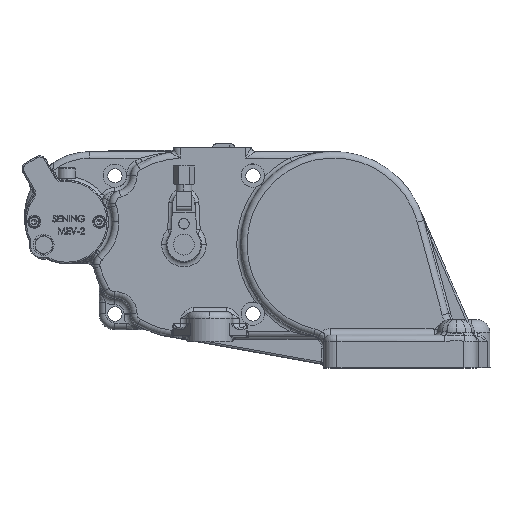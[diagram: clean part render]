
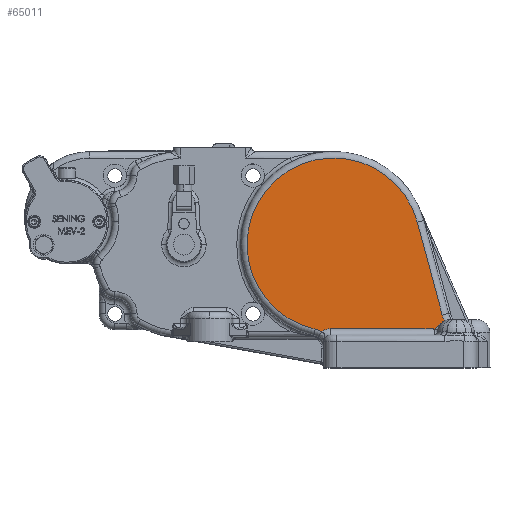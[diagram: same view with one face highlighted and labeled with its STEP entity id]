
A CAD part, top view. The second image highlights one B-rep face of the part: STEP entity #65011.
In plain terms, the highlighted planar face has unit normal (0, 0, 1).
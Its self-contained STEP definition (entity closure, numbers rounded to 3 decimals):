
#10780 = ORIENTED_EDGE ( 'NONE', *, *, #110638, .T. ) ;
#11491 = ORIENTED_EDGE ( 'NONE', *, *, #110639, .T. ) ;
#11494 = ORIENTED_EDGE ( 'NONE', *, *, #110635, .T. ) ;
#11514 = ORIENTED_EDGE ( 'NONE', *, *, #110637, .T. ) ;
#11517 = ORIENTED_EDGE ( 'NONE', *, *, #110630, .T. ) ;
#11530 = ORIENTED_EDGE ( 'NONE', *, *, #110636, .T. ) ;
#21406 = FACE_OUTER_BOUND ( 'NONE', #82373, .T. ) ;
#51893 = ORIENTED_EDGE ( 'NONE', *, *, #110634, .T. ) ;
#58531 = AXIS2_PLACEMENT_3D ( 'NONE', #133804, #133824, #133825 ) ;
#65011 = ADVANCED_FACE ( 'NONE', ( #21406 ), #133812, .T. ) ;
#82373 = EDGE_LOOP ( 'NONE', ( #11514, #11530, #11517, #10780, #51893, #11494, #11491 ) ) ;
#110630 = EDGE_CURVE ( 'NONE', #111094, #111068, #140197, .T. ) ;
#110634 = EDGE_CURVE ( 'NONE', #111485, #111477, #140209, .T. ) ;
#110635 = EDGE_CURVE ( 'NONE', #111477, #111558, #140213, .T. ) ;
#110636 = EDGE_CURVE ( 'NONE', #111113, #111094, #140386, .T. ) ;
#110637 = EDGE_CURVE ( 'NONE', #111103, #111113, #140199, .T. ) ;
#110638 = EDGE_CURVE ( 'NONE', #111068, #111485, #140215, .T. ) ;
#110639 = EDGE_CURVE ( 'NONE', #111558, #111103, #140223, .T. ) ;
#111068 = VERTEX_POINT ( 'NONE', #115449 ) ;
#111094 = VERTEX_POINT ( 'NONE', #115538 ) ;
#111103 = VERTEX_POINT ( 'NONE', #115542 ) ;
#111113 = VERTEX_POINT ( 'NONE', #115574 ) ;
#111477 = VERTEX_POINT ( 'NONE', #116182 ) ;
#111485 = VERTEX_POINT ( 'NONE', #116186 ) ;
#111558 = VERTEX_POINT ( 'NONE', #116241 ) ;
#115449 = CARTESIAN_POINT ( 'NONE',  ( 83.347, -54.118, 85.5 ) ) ;
#115538 = CARTESIAN_POINT ( 'NONE',  ( 84.993, -58.54, 85.5 ) ) ;
#115542 = CARTESIAN_POINT ( 'NONE',  ( -2.5, -64.5, 85.5 ) ) ;
#115574 = CARTESIAN_POINT ( 'NONE',  ( 76.267, -64.5, 85.5 ) ) ;
#116182 = CARTESIAN_POINT ( 'NONE',  ( -14.279, -64.949, 85.5 ) ) ;
#116186 = CARTESIAN_POINT ( 'NONE',  ( 64.234, 17.211, 85.5 ) ) ;
#116241 = CARTESIAN_POINT ( 'NONE',  ( -9.218, -67.093, 85.5 ) ) ;
#123075 = AXIS2_PLACEMENT_3D ( 'NONE', #138287, #138316, #138318 ) ;
#123079 = AXIS2_PLACEMENT_3D ( 'NONE', #138314, #138337, #138339 ) ;
#123080 = AXIS2_PLACEMENT_3D ( 'NONE', #138322, #138344, #138346 ) ;
#123081 = AXIS2_PLACEMENT_3D ( 'NONE', #138348, #138399, #138400 ) ;
#133804 = CARTESIAN_POINT ( 'NONE',  ( 0., 0., 85.5 ) ) ;
#133812 = PLANE ( 'NONE',  #58531 ) ;
#133824 = DIRECTION ( 'NONE',  ( 0., 0., 1. ) ) ;
#133825 = DIRECTION ( 'NONE',  ( 1., 0., 0. ) ) ;
#138287 = CARTESIAN_POINT ( 'NONE',  ( 107.495, -47.647, 85.5 ) ) ;
#138314 = CARTESIAN_POINT ( 'NONE',  ( 0., 0., 85.5 ) ) ;
#138316 = DIRECTION ( 'NONE',  ( 0., 0., -1. ) ) ;
#138318 = DIRECTION ( 'NONE',  ( 1., 0., 0. ) ) ;
#138322 = CARTESIAN_POINT ( 'NONE',  ( -17.5, -79.599, 85.5 ) ) ;
#138337 = DIRECTION ( 'NONE',  ( 0., 0., 1. ) ) ;
#138339 = DIRECTION ( 'NONE',  ( 1., 0., 0. ) ) ;
#138341 = CARTESIAN_POINT ( 'NONE',  ( 76.267, -64.5, 85.5 ) ) ;
#138344 = DIRECTION ( 'NONE',  ( 0., 0., -1. ) ) ;
#138346 = DIRECTION ( 'NONE',  ( 1., 0., 0. ) ) ;
#138348 = CARTESIAN_POINT ( 'NONE',  ( -2.5, -74.5, 85.5 ) ) ;
#138350 = CARTESIAN_POINT ( 'NONE',  ( 76.352, -64.584, 85.5 ) ) ;
#138352 = CARTESIAN_POINT ( 'NONE',  ( 76.44, -64.665, 85.5 ) ) ;
#138354 = CARTESIAN_POINT ( 'NONE',  ( 76.626, -64.815, 85.5 ) ) ;
#138355 = CARTESIAN_POINT ( 'NONE',  ( 76.724, -64.884, 85.5 ) ) ;
#138357 = CARTESIAN_POINT ( 'NONE',  ( 76.934, -64.995, 85.5 ) ) ;
#138359 = CARTESIAN_POINT ( 'NONE',  ( 77.049, -65.037, 85.5 ) ) ;
#138361 = CARTESIAN_POINT ( 'NONE',  ( 77.286, -65.065, 85.5 ) ) ;
#138363 = CARTESIAN_POINT ( 'NONE',  ( 77.408, -65.05, 85.5 ) ) ;
#138365 = CARTESIAN_POINT ( 'NONE',  ( 77.636, -64.974, 85.5 ) ) ;
#138367 = CARTESIAN_POINT ( 'NONE',  ( 77.742, -64.916, 85.5 ) ) ;
#138369 = CARTESIAN_POINT ( 'NONE',  ( 77.939, -64.781, 85.5 ) ) ;
#138371 = CARTESIAN_POINT ( 'NONE',  ( 78.032, -64.704, 85.5 ) ) ;
#138373 = CARTESIAN_POINT ( 'NONE',  ( 78.296, -64.464, 85.5 ) ) ;
#138375 = CARTESIAN_POINT ( 'NONE',  ( 78.458, -64.29, 85.5 ) ) ;
#138377 = CARTESIAN_POINT ( 'NONE',  ( 78.929, -63.757, 85.5 ) ) ;
#138379 = CARTESIAN_POINT ( 'NONE',  ( 79.228, -63.386, 85.5 ) ) ;
#138381 = CARTESIAN_POINT ( 'NONE',  ( 79.838, -62.658, 85.5 ) ) ;
#138383 = CARTESIAN_POINT ( 'NONE',  ( 80.147, -62.298, 85.5 ) ) ;
#138385 = CARTESIAN_POINT ( 'NONE',  ( 81.108, -61.255, 85.5 ) ) ;
#138387 = CARTESIAN_POINT ( 'NONE',  ( 81.793, -60.605, 85.5 ) ) ;
#138389 = CARTESIAN_POINT ( 'NONE',  ( 82.922, -59.738, 85.5 ) ) ;
#138391 = CARTESIAN_POINT ( 'NONE',  ( 83.317, -59.465, 85.5 ) ) ;
#138392 = CARTESIAN_POINT ( 'NONE',  ( 84.135, -58.966, 85.5 ) ) ;
#138393 = CARTESIAN_POINT ( 'NONE',  ( 84.557, -58.74, 85.5 ) ) ;
#138394 = CARTESIAN_POINT ( 'NONE',  ( 84.993, -58.54, 85.5 ) ) ;
#138395 = CARTESIAN_POINT ( 'NONE',  ( 81.351, -64.5, 85.5 ) ) ;
#138396 = DIRECTION ( 'NONE',  ( 1., 0., 0. ) ) ;
#138397 = CARTESIAN_POINT ( 'NONE',  ( 64.234, 17.211, 85.5 ) ) ;
#138398 = DIRECTION ( 'NONE',  ( -0.259, 0.966, 0. ) ) ;
#138399 = DIRECTION ( 'NONE',  ( 0., 0., -1. ) ) ;
#138400 = DIRECTION ( 'NONE',  ( 1., 0., 0. ) ) ;
#140197 = CIRCLE ( 'NONE', #123075, 25. ) ;
#140199 = LINE ( 'NONE', #138395, #140212 ) ;
#140209 = CIRCLE ( 'NONE', #123079, 66.5 ) ;
#140212 = VECTOR ( 'NONE', #138396, 1000. ) ;
#140213 = CIRCLE ( 'NONE', #123080, 15. ) ;
#140215 = LINE ( 'NONE', #138397, #140217 ) ;
#140217 = VECTOR ( 'NONE', #138398, 1000. ) ;
#140223 = CIRCLE ( 'NONE', #123081, 10. ) ;
#140386 = B_SPLINE_CURVE_WITH_KNOTS ( 'NONE', 3,
 ( #138341, #138350, #138352, #138354, #138355, #138357, #138359, #138361, #138363, #138365, #138367, #138369, #138371, #138373, #138375, #138377, #138379, #138381, #138383, #138385, #138387, #138389, #138391, #138392, #138393, #138394 ),
 .UNSPECIFIED., .F., .F.,
 ( 4, 2, 2, 2, 2, 2, 2, 2, 2, 2, 2, 2, 4 ),
 ( 0., 0., 0.001, 0.001, 0.001, 0.002, 0.002, 0.003, 0.004, 0.006, 0.009, 0.01, 0.011 ),
 .UNSPECIFIED. ) ;
